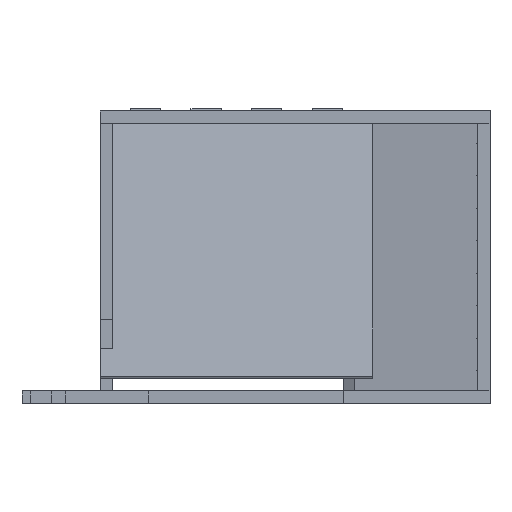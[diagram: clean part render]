
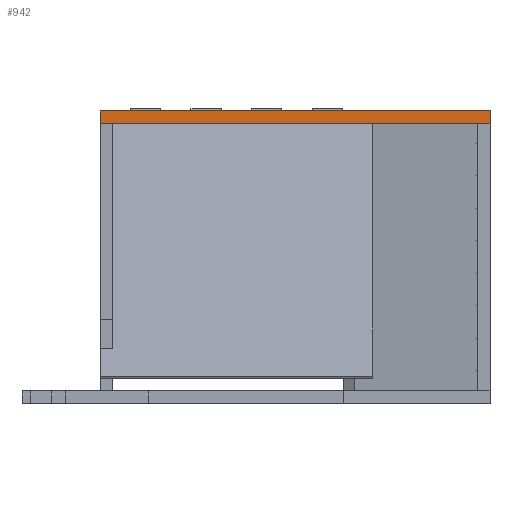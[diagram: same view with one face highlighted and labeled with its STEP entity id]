
A CAD part, front view. The second image highlights one B-rep face of the part: STEP entity #942.
In plain terms, the highlighted planar face has unit normal (0, -1, 0).
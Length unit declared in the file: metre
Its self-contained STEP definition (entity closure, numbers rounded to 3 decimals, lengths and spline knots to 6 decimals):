
#942 = ADVANCED_FACE( '', ( #2013 ), #2014, .F. );
#2013 = FACE_OUTER_BOUND( '', #3206, .T. );
#2014 = PLANE( '', #3207 );
#3206 = EDGE_LOOP( '', ( #6099, #6100, #6101, #6102 ) );
#3207 = AXIS2_PLACEMENT_3D( '', #6103, #6104, #6105 );
#6099 = ORIENTED_EDGE( '', *, *, #8483, .F. );
#6100 = ORIENTED_EDGE( '', *, *, #8007, .F. );
#6101 = ORIENTED_EDGE( '', *, *, #8111, .T. );
#6102 = ORIENTED_EDGE( '', *, *, #7994, .T. );
#6103 = CARTESIAN_POINT( '', ( -0.010057, 0.081973, -0.172581 ) );
#6104 = DIRECTION( '', ( 0., 1., 0. ) );
#6105 = DIRECTION( '', ( 0., 0., -1. ) );
#7994 = EDGE_CURVE( '', #9973, #9978, #9980, .T. );
#8007 = EDGE_CURVE( '', #9996, #9998, #9999, .T. );
#8111 = EDGE_CURVE( '', #9996, #9973, #10152, .T. );
#8483 = EDGE_CURVE( '', #9998, #9978, #10649, .T. );
#9973 = VERTEX_POINT( '', #12784 );
#9978 = VERTEX_POINT( '', #12791 );
#9980 = LINE( '', #12794, #12795 );
#9996 = VERTEX_POINT( '', #12818 );
#9998 = VERTEX_POINT( '', #12821 );
#9999 = LINE( '', #12822, #12823 );
#10152 = LINE( '', #13062, #13063 );
#10649 = LINE( '', #13819, #13820 );
#12784 = CARTESIAN_POINT( '', ( 0.091543, 0.081973, -0.172581 ) );
#12791 = CARTESIAN_POINT( '', ( 0.091543, 0.081973, -0.169279 ) );
#12794 = CARTESIAN_POINT( '', ( 0.091543, 0.081973, -0.172581 ) );
#12795 = VECTOR( '', #14800, 1. );
#12818 = CARTESIAN_POINT( '', ( -0.010057, 0.081973, -0.172581 ) );
#12821 = CARTESIAN_POINT( '', ( -0.010057, 0.081973, -0.169279 ) );
#12822 = CARTESIAN_POINT( '', ( -0.010057, 0.081973, -0.172581 ) );
#12823 = VECTOR( '', #14809, 1. );
#13062 = CARTESIAN_POINT( '', ( -0.010057, 0.081973, -0.172581 ) );
#13063 = VECTOR( '', #14896, 1. );
#13819 = CARTESIAN_POINT( '', ( -0.010057, 0.081973, -0.169279 ) );
#13820 = VECTOR( '', #15156, 1. );
#14800 = DIRECTION( '', ( 0., 0., 1. ) );
#14809 = DIRECTION( '', ( 0., 0., 1. ) );
#14896 = DIRECTION( '', ( 1., 0., 0. ) );
#15156 = DIRECTION( '', ( 1., 0., 0. ) );
